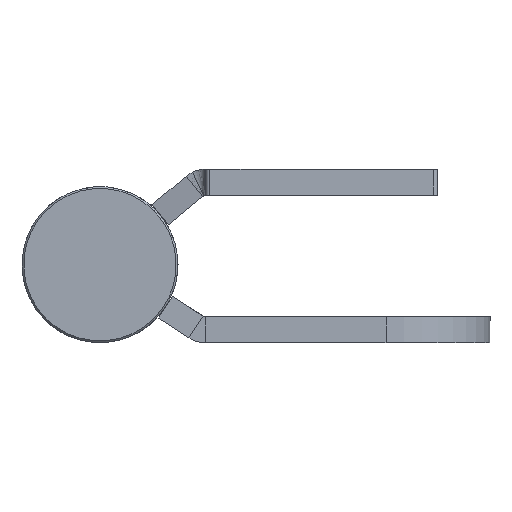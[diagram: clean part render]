
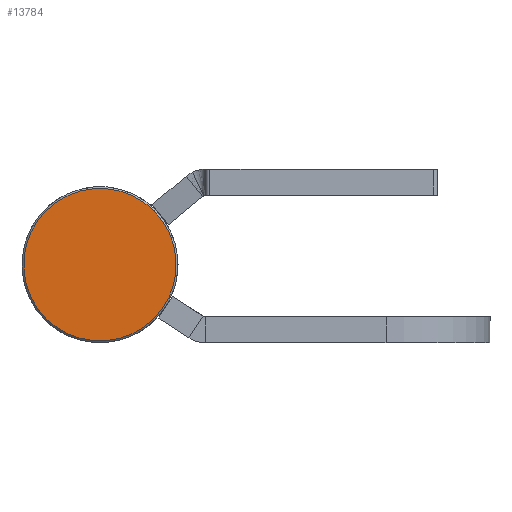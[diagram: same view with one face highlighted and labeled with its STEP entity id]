
A CAD part, left-side view. The second image highlights one B-rep face of the part: STEP entity #13784.
In plain terms, the highlighted face is planar.
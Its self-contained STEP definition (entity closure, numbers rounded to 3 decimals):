
#22 = ORIENTED_EDGE ( 'NONE', *, *, #9767, .F. ) ;
#561 = FACE_OUTER_BOUND ( 'NONE', #12386, .T. ) ;
#2711 = CARTESIAN_POINT ( 'NONE',  ( 37., 0., 0. ) ) ;
#3028 = AXIS2_PLACEMENT_3D ( 'NONE', #3752, #13603, #16002 ) ;
#3688 = AXIS2_PLACEMENT_3D ( 'NONE', #13377, #8602, #6071 ) ;
#3752 = CARTESIAN_POINT ( 'NONE',  ( 37., 0., 0. ) ) ;
#3969 = DIRECTION ( 'NONE',  ( -1., 0., 0. ) ) ;
#6071 = DIRECTION ( 'NONE',  ( 0., 0., 1. ) ) ;
#7414 = ORIENTED_EDGE ( 'NONE', *, *, #10412, .F. ) ;
#8602 = DIRECTION ( 'NONE',  ( -1., 0., 0. ) ) ;
#9767 = EDGE_CURVE ( 'NONE', #13454, #10162, #14828, .T. ) ;
#10162 = VERTEX_POINT ( 'NONE', #11227 ) ;
#10412 = EDGE_CURVE ( 'NONE', #10162, #13454, #11483, .T. ) ;
#11227 = CARTESIAN_POINT ( 'NONE',  ( 37., 0., 8.8 ) ) ;
#11483 = CIRCLE ( 'NONE', #12880, 8.8 ) ;
#12240 = PLANE ( 'NONE',  #3688 ) ;
#12386 = EDGE_LOOP ( 'NONE', ( #7414, #22 ) ) ;
#12600 = DIRECTION ( 'NONE',  ( 0., 0., 1. ) ) ;
#12880 = AXIS2_PLACEMENT_3D ( 'NONE', #2711, #3969, #12600 ) ;
#13377 = CARTESIAN_POINT ( 'NONE',  ( 37., 8.8, 0. ) ) ;
#13454 = VERTEX_POINT ( 'NONE', #13458 ) ;
#13458 = CARTESIAN_POINT ( 'NONE',  ( 37., 0., -8.8 ) ) ;
#13603 = DIRECTION ( 'NONE',  ( -1., 0., 0. ) ) ;
#13784 = ADVANCED_FACE ( 'NONE', ( #561 ), #12240, .F. ) ;
#14828 = CIRCLE ( 'NONE', #3028, 8.8 ) ;
#16002 = DIRECTION ( 'NONE',  ( 0., 0., 1. ) ) ;
